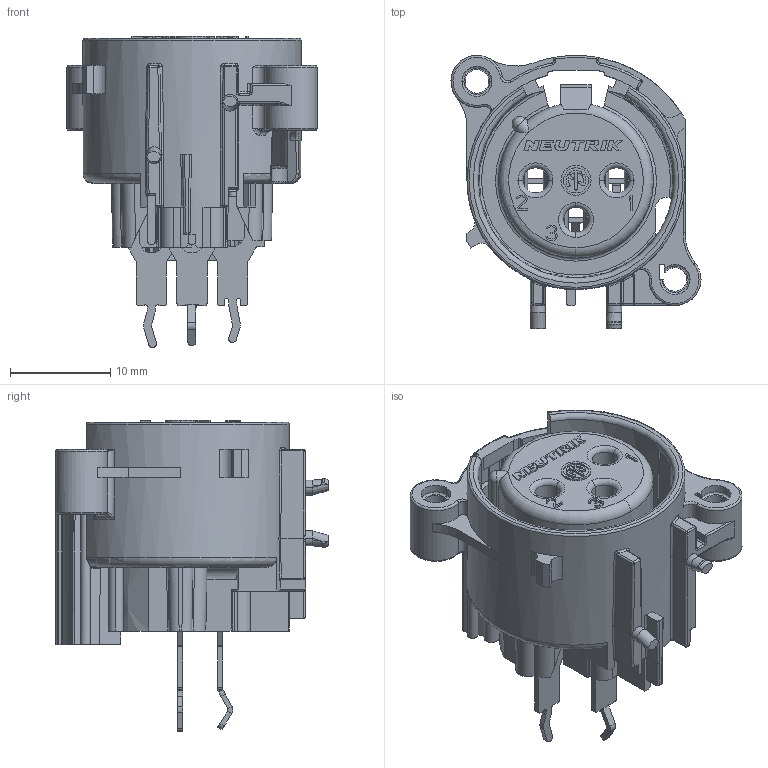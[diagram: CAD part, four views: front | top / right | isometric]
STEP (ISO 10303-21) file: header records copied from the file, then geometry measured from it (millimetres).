
FILE_DESCRIPTION((''),'2;1');
FILE_NAME('NC3FAAV-0','2023-11-17T11:44:38',('phk'),(''),'CREO PARAMETRIC BY PTC INC, 2021184','CREO PARAMETRIC BY PTC INC, 2021184','');
FILE_SCHEMA(('AP242_MANAGED_MODEL_BASED_3D_ENGINEERING_MIM_LF { 1 0 10303 442 1 1 4 }'));
Products named in the file (1): NC3FAAV-0
Bounding box: 25 x 27.3 x 31.1 mm (x, y, z)
Volume: 4225.2 mm3; surface area: 7075 mm2
Topology: 1 solids, 1 shells, 1491 faces, 4117 edges, 2585 vertices
Faces by surface type: plane 725, cylinder 452, bspline 175, torus 82, sphere 28, cone 27, extrusion 2
Entity records: 75981 total; most frequent: CARTESIAN_POINT 17453, ORIENTED_EDGE 8212, DIRECTION 6872, PRESENTATION_STYLE_ASSIGNMENT 5392, STYLED_ITEM 4114, CURVE_STYLE 4109, EDGE_CURVE 4106, VERTEX_POINT 2585
